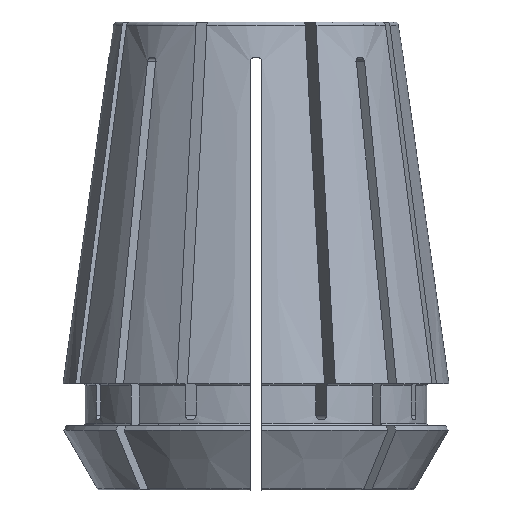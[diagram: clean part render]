
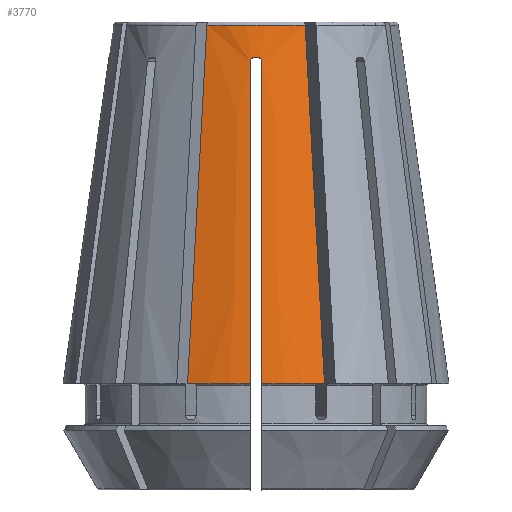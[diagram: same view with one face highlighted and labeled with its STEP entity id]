
A CAD part, front view. The second image highlights one B-rep face of the part: STEP entity #3770.
In plain terms, the highlighted conical face has half-angle 8 degrees and reference radius 16.5 mm.
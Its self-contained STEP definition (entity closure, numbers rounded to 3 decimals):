
#117=B_SPLINE_CURVE_WITH_KNOTS('',3,(#5367,#5368,#5369,#5370),
 .UNSPECIFIED.,.F.,.F.,(4,4),(0.,0.031),
 .UNSPECIFIED.);
#118=B_SPLINE_CURVE_WITH_KNOTS('',3,(#5375,#5376,#5377,#5378),
 .UNSPECIFIED.,.F.,.F.,(4,4),(0.,0.031),
 .UNSPECIFIED.);
#119=B_SPLINE_CURVE_WITH_KNOTS('',3,(#5382,#5383,#5384,#5385),
 .UNSPECIFIED.,.F.,.F.,(4,4),(0.02,0.048),
 .UNSPECIFIED.);
#120=B_SPLINE_CURVE_WITH_KNOTS('',3,(#5387,#5388,#5389,#5390),
 .UNSPECIFIED.,.F.,.F.,(4,4),(0.,0.001),.UNSPECIFIED.);
#121=B_SPLINE_CURVE_WITH_KNOTS('',3,(#5394,#5395,#5396,#5397),
 .UNSPECIFIED.,.F.,.F.,(4,4),(0.,0.001),
 .UNSPECIFIED.);
#122=B_SPLINE_CURVE_WITH_KNOTS('',3,(#5399,#5400,#5401,#5402),
 .UNSPECIFIED.,.F.,.F.,(4,4),(0.02,0.048),
 .UNSPECIFIED.);
#357=CONICAL_SURFACE('',#3994,16.5,0.14);
#383=CIRCLE('',#3995,12.194);
#384=CIRCLE('',#3996,16.5);
#385=CIRCLE('',#3997,12.579);
#386=CIRCLE('',#3998,16.5);
#561=ORIENTED_EDGE('',*,*,#1809,.F.);
#562=ORIENTED_EDGE('',*,*,#1810,.F.);
#563=ORIENTED_EDGE('',*,*,#1811,.T.);
#564=ORIENTED_EDGE('',*,*,#1812,.T.);
#565=ORIENTED_EDGE('',*,*,#1813,.T.);
#566=ORIENTED_EDGE('',*,*,#1814,.T.);
#567=ORIENTED_EDGE('',*,*,#1815,.F.);
#568=ORIENTED_EDGE('',*,*,#1816,.T.);
#569=ORIENTED_EDGE('',*,*,#1817,.F.);
#570=ORIENTED_EDGE('',*,*,#1818,.T.);
#1809=EDGE_CURVE('',#2433,#2434,#117,.T.);
#1810=EDGE_CURVE('',#2435,#2433,#383,.T.);
#1811=EDGE_CURVE('',#2435,#2436,#118,.T.);
#1812=EDGE_CURVE('',#2436,#2437,#384,.T.);
#1813=EDGE_CURVE('',#2437,#2438,#119,.F.);
#1814=EDGE_CURVE('',#2438,#2439,#120,.T.);
#1815=EDGE_CURVE('',#2440,#2439,#385,.T.);
#1816=EDGE_CURVE('',#2440,#2441,#121,.T.);
#1817=EDGE_CURVE('',#2442,#2441,#122,.F.);
#1818=EDGE_CURVE('',#2442,#2434,#386,.T.);
#2433=VERTEX_POINT('',#5371);
#2434=VERTEX_POINT('',#5372);
#2435=VERTEX_POINT('',#5374);
#2436=VERTEX_POINT('',#5379);
#2437=VERTEX_POINT('',#5381);
#2438=VERTEX_POINT('',#5386);
#2439=VERTEX_POINT('',#5391);
#2440=VERTEX_POINT('',#5393);
#2441=VERTEX_POINT('',#5398);
#2442=VERTEX_POINT('',#5403);
#3262=EDGE_LOOP('',(#561,#562,#563,#564,#565,#566,#567,#568,#569,#570));
#3472=FACE_BOUND('',#3262,.T.);
#3770=ADVANCED_FACE('',(#3472),#357,.T.);
#3994=AXIS2_PLACEMENT_3D('',#5366,#4386,#4387);
#3995=AXIS2_PLACEMENT_3D('',#5373,#4388,#4389);
#3996=AXIS2_PLACEMENT_3D('',#5380,#4390,#4391);
#3997=AXIS2_PLACEMENT_3D('',#5392,#4392,#4393);
#3998=AXIS2_PLACEMENT_3D('',#5404,#4394,#4395);
#4386=DIRECTION('',(0.,0.,-1.));
#4387=DIRECTION('',(-1.,0.,0.));
#4388=DIRECTION('',(0.,0.,1.));
#4389=DIRECTION('',(1.,0.,0.));
#4390=DIRECTION('',(0.,0.,1.));
#4391=DIRECTION('',(1.,0.,0.));
#4392=DIRECTION('',(0.,0.,-1.));
#4393=DIRECTION('',(-1.,0.,0.));
#4394=DIRECTION('',(0.,0.,1.));
#4395=DIRECTION('',(1.,0.,0.));
#5366=CARTESIAN_POINT('',(0.,0.,9.3));
#5367=CARTESIAN_POINT('',(4.2,-11.447,39.942));
#5368=CARTESIAN_POINT('',(4.75,-12.775,29.728));
#5369=CARTESIAN_POINT('',(5.3,-14.102,19.514));
#5370=CARTESIAN_POINT('',(5.849,-15.428,9.3));
#5371=CARTESIAN_POINT('',(4.2,-11.447,39.942));
#5372=CARTESIAN_POINT('',(5.849,-15.428,9.3));
#5373=CARTESIAN_POINT('',(0.,0.,39.942));
#5374=CARTESIAN_POINT('',(-4.2,-11.447,39.942));
#5375=CARTESIAN_POINT('',(-4.2,-11.447,39.942));
#5376=CARTESIAN_POINT('',(-4.75,-12.775,29.728));
#5377=CARTESIAN_POINT('',(-5.3,-14.102,19.514));
#5378=CARTESIAN_POINT('',(-5.849,-15.428,9.3));
#5379=CARTESIAN_POINT('',(-5.849,-15.428,9.3));
#5380=CARTESIAN_POINT('',(0.,0.,9.3));
#5381=CARTESIAN_POINT('',(-0.5,-16.492,9.3));
#5382=CARTESIAN_POINT('',(-0.5,-12.625,36.8));
#5383=CARTESIAN_POINT('',(-0.5,-13.915,27.633));
#5384=CARTESIAN_POINT('',(-0.5,-15.204,18.467));
#5385=CARTESIAN_POINT('',(-0.5,-16.492,9.3));
#5386=CARTESIAN_POINT('',(-0.5,-12.625,36.8));
#5387=CARTESIAN_POINT('',(-0.5,-12.625,36.8));
#5388=CARTESIAN_POINT('',(-0.5,-12.596,37.01));
#5389=CARTESIAN_POINT('',(-0.312,-12.577,37.2));
#5390=CARTESIAN_POINT('',(-0.1,-12.579,37.2));
#5391=CARTESIAN_POINT('',(-0.1,-12.579,37.2));
#5392=CARTESIAN_POINT('',(0.,0.,37.2));
#5393=CARTESIAN_POINT('',(0.1,-12.579,37.2));
#5394=CARTESIAN_POINT('',(0.1,-12.579,37.2));
#5395=CARTESIAN_POINT('',(0.312,-12.577,37.2));
#5396=CARTESIAN_POINT('',(0.5,-12.596,37.01));
#5397=CARTESIAN_POINT('',(0.5,-12.625,36.8));
#5398=CARTESIAN_POINT('',(0.5,-12.625,36.8));
#5399=CARTESIAN_POINT('',(0.5,-12.625,36.8));
#5400=CARTESIAN_POINT('',(0.5,-13.915,27.633));
#5401=CARTESIAN_POINT('',(0.5,-15.204,18.467));
#5402=CARTESIAN_POINT('',(0.5,-16.492,9.3));
#5403=CARTESIAN_POINT('',(0.5,-16.492,9.3));
#5404=CARTESIAN_POINT('',(0.,0.,9.3));
